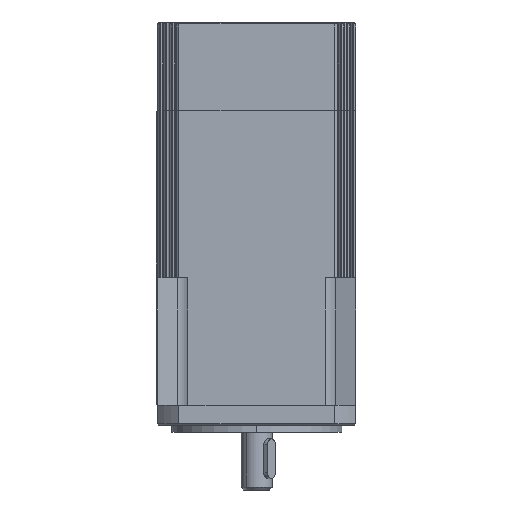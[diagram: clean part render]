
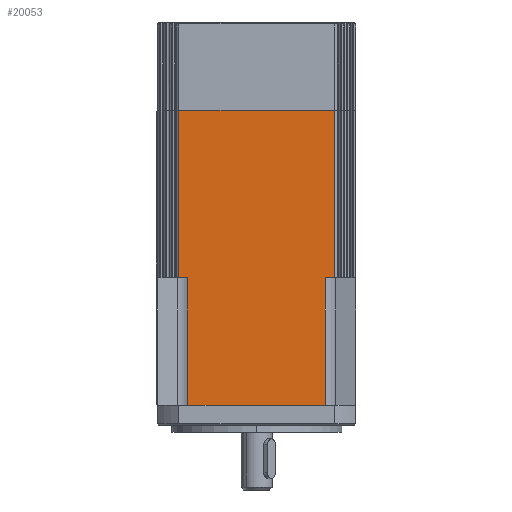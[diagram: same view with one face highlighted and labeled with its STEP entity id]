
A CAD part, front view. The second image highlights one B-rep face of the part: STEP entity #20053.
In plain terms, the highlighted planar face has unit normal (0, -1, 0).
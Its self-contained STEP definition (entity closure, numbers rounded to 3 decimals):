
#19046=CARTESIAN_POINT('',(27.482,-35.,104.0));
#19047=VERTEX_POINT('',#19046);
#19055=CARTESIAN_POINT('',(27.482,-35.,45.0));
#19056=VERTEX_POINT('',#19055);
#19057=CARTESIAN_POINT('',(27.482,-35.,45.0));
#19058=DIRECTION('',(0.0,0.0,1.0));
#19059=VECTOR('',#19058,59.0);
#19060=LINE('',#19057,#19059);
#19061=EDGE_CURVE('',#19056,#19047,#19060,.T.);
#19991=CARTESIAN_POINT('',(27.482,-35.,0.0));
#19992=DIRECTION('',(0.0,-1.0,0.0));
#19993=DIRECTION('',(0.0,0.0,-1.0));
#19994=AXIS2_PLACEMENT_3D('',#19991,#19992,#19993);
#19995=PLANE('',#19994);
#19996=CARTESIAN_POINT('',(24.249,-35.,0.0));
#19997=VERTEX_POINT('',#19996);
#19998=CARTESIAN_POINT('',(24.249,-35.,45.0));
#19999=VERTEX_POINT('',#19998);
#20000=CARTESIAN_POINT('',(24.249,-35.,0.0));
#20001=DIRECTION('',(0.0,0.0,1.0));
#20002=VECTOR('',#20001,45.0);
#20003=LINE('',#20000,#20002);
#20004=EDGE_CURVE('',#19997,#19999,#20003,.T.);
#20005=ORIENTED_EDGE('',*,*,#20004,.T.);
#20006=CARTESIAN_POINT('',(24.249,-35.,45.0));
#20007=DIRECTION('',(1.0,0.0,0.0));
#20008=VECTOR('',#20007,3.233);
#20009=LINE('',#20006,#20008);
#20010=EDGE_CURVE('',#19999,#19056,#20009,.T.);
#20011=ORIENTED_EDGE('',*,*,#20010,.T.);
#20012=ORIENTED_EDGE('',*,*,#19061,.T.);
#20013=CARTESIAN_POINT('',(-27.482,-35.,104.0));
#20014=VERTEX_POINT('',#20013);
#20015=CARTESIAN_POINT('',(27.482,-35.,104.0));
#20016=DIRECTION('',(-1.0,0.0,0.0));
#20017=VECTOR('',#20016,54.964);
#20018=LINE('',#20015,#20017);
#20019=EDGE_CURVE('',#19047,#20014,#20018,.T.);
#20020=ORIENTED_EDGE('',*,*,#20019,.T.);
#20021=CARTESIAN_POINT('',(-27.482,-35.,45.0));
#20022=VERTEX_POINT('',#20021);
#20023=CARTESIAN_POINT('',(-27.482,-35.,45.0));
#20024=DIRECTION('',(0.0,0.0,1.0));
#20025=VECTOR('',#20024,59.0);
#20026=LINE('',#20023,#20025);
#20027=EDGE_CURVE('',#20022,#20014,#20026,.T.);
#20028=ORIENTED_EDGE('',*,*,#20027,.F.);
#20029=CARTESIAN_POINT('',(-24.249,-35.,45.0));
#20030=VERTEX_POINT('',#20029);
#20031=CARTESIAN_POINT('',(-27.482,-35.,45.0));
#20032=DIRECTION('',(1.0,0.0,0.0));
#20033=VECTOR('',#20032,3.233);
#20034=LINE('',#20031,#20033);
#20035=EDGE_CURVE('',#20022,#20030,#20034,.T.);
#20036=ORIENTED_EDGE('',*,*,#20035,.T.);
#20037=CARTESIAN_POINT('',(-24.249,-35.,0.0));
#20038=VERTEX_POINT('',#20037);
#20039=CARTESIAN_POINT('',(-24.249,-35.,45.0));
#20040=DIRECTION('',(0.0,0.0,-1.0));
#20041=VECTOR('',#20040,45.0);
#20042=LINE('',#20039,#20041);
#20043=EDGE_CURVE('',#20030,#20038,#20042,.T.);
#20044=ORIENTED_EDGE('',*,*,#20043,.T.);
#20045=CARTESIAN_POINT('',(-24.249,-35.,0.0));
#20046=DIRECTION('',(1.0,0.0,0.0));
#20047=VECTOR('',#20046,48.498);
#20048=LINE('',#20045,#20047);
#20049=EDGE_CURVE('',#20038,#19997,#20048,.T.);
#20050=ORIENTED_EDGE('',*,*,#20049,.T.);
#20051=EDGE_LOOP('',(#20005,#20011,#20012,#20020,#20028,#20036,#20044,#20050));
#20052=FACE_OUTER_BOUND('',#20051,.T.);
#20053=ADVANCED_FACE('',(#20052),#19995,.T.);
